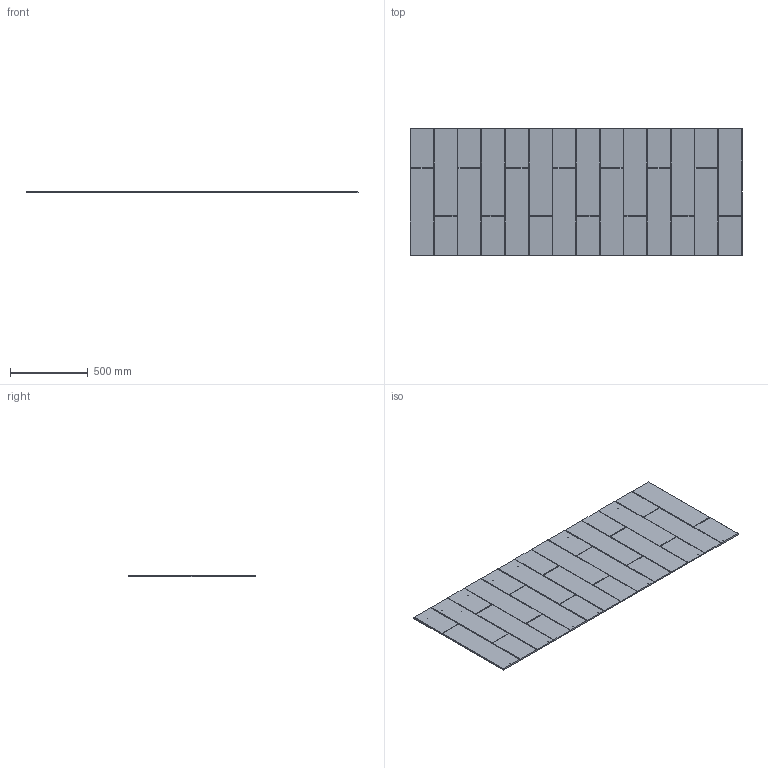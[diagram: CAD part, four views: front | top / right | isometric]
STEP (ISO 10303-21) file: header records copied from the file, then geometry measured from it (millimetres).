
FILE_DESCRIPTION (( 'STEP AP203' ), '1' );
FILE_NAME ('MSMK8432.STEP', '2021-10-26T14:02:03', ( '' ), ( '' ), 'SwSTEP 2.0', 'SolidWorks 2020', '' );
FILE_SCHEMA (( 'CONFIG_CONTROL_DESIGN' ));
Length unit declared in the file: inch
Products named in the file (1): MSMK8432
Bounding box: 2134.57 x 812.8 x 9.53 mm (x, y, z)
Volume: 16477760 mm3; surface area: 3535215.8 mm2
Topology: 1 solids, 1 shells, 591 faces, 1539 edges, 975 vertices
Faces by surface type: cylinder 217, plane 204, bspline 113, torus 52, cone 4, sphere 1
Entity records: 31660 total; most frequent: CARTESIAN_POINT 18334, ORIENTED_EDGE 3076, DIRECTION 2247, EDGE_CURVE 1538, VERTEX_POINT 975, AXIS2_PLACEMENT_3D 793, VECTOR 661, LINE 661
